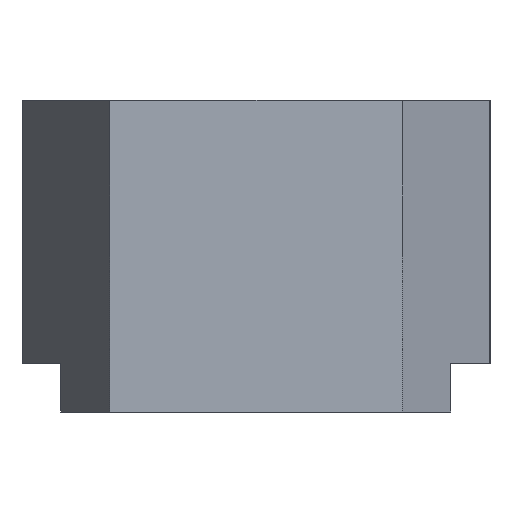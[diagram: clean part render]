
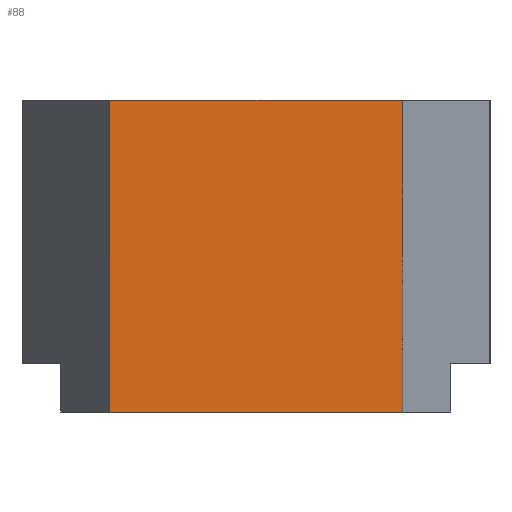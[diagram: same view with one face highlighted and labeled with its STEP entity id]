
A CAD part, left-side view. The second image highlights one B-rep face of the part: STEP entity #88.
In plain terms, the highlighted planar face has unit normal (-1, 0, 0).
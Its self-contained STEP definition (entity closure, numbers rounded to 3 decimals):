
#88 = ADVANCED_FACE( '', ( #132 ), #133, .F. );
#132 = FACE_OUTER_BOUND( '', #187, .T. );
#133 = PLANE( '', #188 );
#187 = EDGE_LOOP( '', ( #316, #317, #318, #319 ) );
#188 = AXIS2_PLACEMENT_3D( '', #320, #321, #322 );
#316 = ORIENTED_EDGE( '', *, *, #413, .T. );
#317 = ORIENTED_EDGE( '', *, *, #419, .F. );
#318 = ORIENTED_EDGE( '', *, *, #402, .F. );
#319 = ORIENTED_EDGE( '', *, *, #425, .T. );
#320 = CARTESIAN_POINT( '', ( -115., 15., 32. ) );
#321 = DIRECTION( '', ( 1., 0., 0. ) );
#322 = DIRECTION( '', ( 0., 0., -1. ) );
#402 = EDGE_CURVE( '', #471, #473, #474, .T. );
#413 = EDGE_CURVE( '', #492, #490, #493, .T. );
#419 = EDGE_CURVE( '', #473, #490, #502, .T. );
#425 = EDGE_CURVE( '', #471, #492, #511, .T. );
#471 = VERTEX_POINT( '', #571 );
#473 = VERTEX_POINT( '', #574 );
#474 = LINE( '', #575, #576 );
#490 = VERTEX_POINT( '', #599 );
#492 = VERTEX_POINT( '', #602 );
#493 = LINE( '', #603, #604 );
#502 = LINE( '', #618, #619 );
#511 = LINE( '', #633, #634 );
#571 = CARTESIAN_POINT( '', ( -115., 15., 32. ) );
#574 = CARTESIAN_POINT( '', ( -115., -15., 32. ) );
#575 = CARTESIAN_POINT( '', ( -115., 15., 32. ) );
#576 = VECTOR( '', #686, 1000. );
#599 = CARTESIAN_POINT( '', ( -115., -15., 0. ) );
#602 = CARTESIAN_POINT( '', ( -115., 15., 0. ) );
#603 = CARTESIAN_POINT( '', ( -115., 15., 0. ) );
#604 = VECTOR( '', #701, 1000. );
#618 = CARTESIAN_POINT( '', ( -115., -15., 32. ) );
#619 = VECTOR( '', #707, 1000. );
#633 = CARTESIAN_POINT( '', ( -115., 15., 32. ) );
#634 = VECTOR( '', #713, 1000. );
#686 = DIRECTION( '', ( 0., -1., 0. ) );
#701 = DIRECTION( '', ( 0., -1., 0. ) );
#707 = DIRECTION( '', ( 0., 0., -1. ) );
#713 = DIRECTION( '', ( 0., 0., -1. ) );
